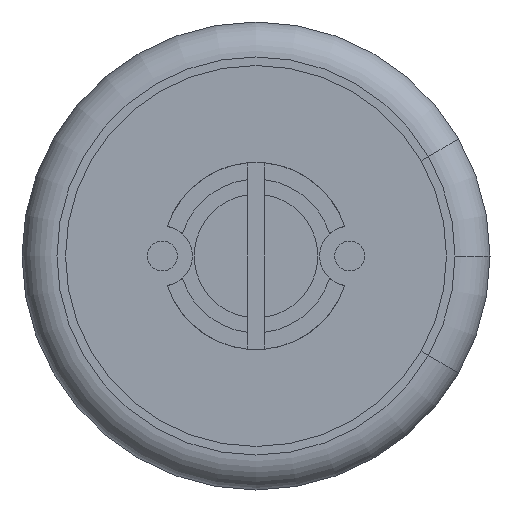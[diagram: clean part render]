
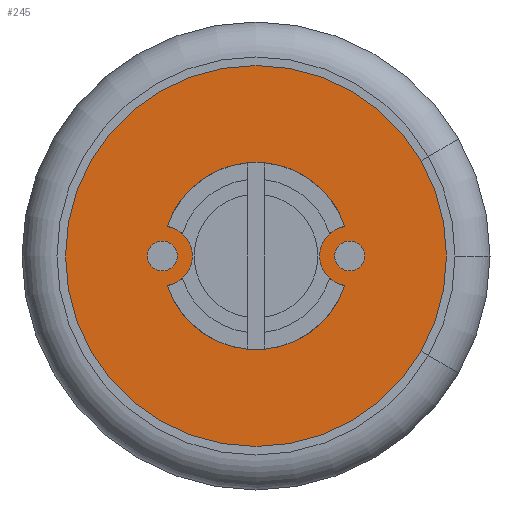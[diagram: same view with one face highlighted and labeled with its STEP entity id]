
A CAD part, front view. The second image highlights one B-rep face of the part: STEP entity #245.
In plain terms, the highlighted planar face has unit normal (0, -1, 0).
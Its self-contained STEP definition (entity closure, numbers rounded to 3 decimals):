
#14 = CIRCLE ( 'NONE', #2525, 2.5 ) ;
#51 = DIRECTION ( 'NONE',  ( -1., 0., 0. ) ) ;
#111 = DIRECTION ( 'NONE',  ( 0., -1., 0. ) ) ;
#120 = DIRECTION ( 'NONE',  ( 0., 1., 0. ) ) ;
#136 = VERTEX_POINT ( 'NONE', #2680 ) ;
#225 = AXIS2_PLACEMENT_3D ( 'NONE', #2583, #606, #2845 ) ;
#245 = ADVANCED_FACE ( 'NONE', ( #2069, #1345 ), #2722, .F. ) ;
#271 = EDGE_LOOP ( 'NONE', ( #940, #874, #1900 ) ) ;
#288 = ORIENTED_EDGE ( 'NONE', *, *, #829, .F. ) ;
#327 = CIRCLE ( 'NONE', #765, 5.087 ) ;
#423 = VERTEX_POINT ( 'NONE', #2815 ) ;
#437 = CARTESIAN_POINT ( 'NONE',  ( 0., 0.95, 0. ) ) ;
#506 = AXIS2_PLACEMENT_3D ( 'NONE', #1400, #2733, #1641 ) ;
#542 = EDGE_CURVE ( 'NONE', #2600, #2753, #2696, .T. ) ;
#565 = DIRECTION ( 'NONE',  ( 0., -1., 0. ) ) ;
#606 = DIRECTION ( 'NONE',  ( 0., -1., 0. ) ) ;
#656 = AXIS2_PLACEMENT_3D ( 'NONE', #1659, #980, #1173 ) ;
#673 = AXIS2_PLACEMENT_3D ( 'NONE', #437, #2203, #1739 ) ;
#696 = VERTEX_POINT ( 'NONE', #1551 ) ;
#765 = AXIS2_PLACEMENT_3D ( 'NONE', #1918, #111, #809 ) ;
#786 = DIRECTION ( 'NONE',  ( -1., 0., 0. ) ) ;
#809 = DIRECTION ( 'NONE',  ( 1., 0., 0. ) ) ;
#829 = EDGE_CURVE ( 'NONE', #696, #136, #2458, .T. ) ;
#874 = ORIENTED_EDGE ( 'NONE', *, *, #1741, .T. ) ;
#875 = CARTESIAN_POINT ( 'NONE',  ( 4.406, 0.95, 2.544 ) ) ;
#922 = CARTESIAN_POINT ( 'NONE',  ( 0., 0.95, 0. ) ) ;
#936 = EDGE_LOOP ( 'NONE', ( #2109, #1832, #288, #2675, #2272 ) ) ;
#940 = ORIENTED_EDGE ( 'NONE', *, *, #542, .T. ) ;
#964 = VERTEX_POINT ( 'NONE', #1889 ) ;
#980 = DIRECTION ( 'NONE',  ( 0., -1., 0. ) ) ;
#991 = CIRCLE ( 'NONE', #2579, 0.8 ) ;
#999 = DIRECTION ( 'NONE',  ( -1., 0., 0. ) ) ;
#1060 = CIRCLE ( 'NONE', #1063, 2.5 ) ;
#1063 = AXIS2_PLACEMENT_3D ( 'NONE', #1249, #565, #999 ) ;
#1149 = VERTEX_POINT ( 'NONE', #2715 ) ;
#1173 = DIRECTION ( 'NONE',  ( -1., 0., 0. ) ) ;
#1249 = CARTESIAN_POINT ( 'NONE',  ( 0., 0.95, 0. ) ) ;
#1345 = FACE_OUTER_BOUND ( 'NONE', #271, .T. ) ;
#1385 = DIRECTION ( 'NONE',  ( 0., -1., 0. ) ) ;
#1400 = CARTESIAN_POINT ( 'NONE',  ( 0., 0.95, 0. ) ) ;
#1544 = CIRCLE ( 'NONE', #656, 0.8 ) ;
#1551 = CARTESIAN_POINT ( 'NONE',  ( 2.372, 0.95, 0.79 ) ) ;
#1606 = DIRECTION ( 'NONE',  ( -1., 0., 0. ) ) ;
#1641 = DIRECTION ( 'NONE',  ( -1., 0., 0. ) ) ;
#1659 = CARTESIAN_POINT ( 'NONE',  ( 2.5, 0.95, 0. ) ) ;
#1739 = DIRECTION ( 'NONE',  ( 1., 0., 0. ) ) ;
#1741 = EDGE_CURVE ( 'NONE', #2753, #964, #2872, .T. ) ;
#1832 = ORIENTED_EDGE ( 'NONE', *, *, #2782, .F. ) ;
#1867 = CARTESIAN_POINT ( 'NONE',  ( -2.372, 0.95, 0.79 ) ) ;
#1889 = CARTESIAN_POINT ( 'NONE',  ( 5.087, 0.95, 0. ) ) ;
#1900 = ORIENTED_EDGE ( 'NONE', *, *, #2413, .T. ) ;
#1918 = CARTESIAN_POINT ( 'NONE',  ( 0., 0.95, 0. ) ) ;
#2069 = FACE_BOUND ( 'NONE', #936, .T. ) ;
#2109 = ORIENTED_EDGE ( 'NONE', *, *, #2432, .F. ) ;
#2198 = CARTESIAN_POINT ( 'NONE',  ( 4.406, 0.95, -2.544 ) ) ;
#2203 = DIRECTION ( 'NONE',  ( 0., -1., 0. ) ) ;
#2270 = EDGE_CURVE ( 'NONE', #696, #1149, #1544, .T. ) ;
#2272 = ORIENTED_EDGE ( 'NONE', *, *, #2376, .F. ) ;
#2274 = DIRECTION ( 'NONE',  ( 0., 1., 0. ) ) ;
#2282 = CARTESIAN_POINT ( 'NONE',  ( 0., 0.95, 0. ) ) ;
#2376 = EDGE_CURVE ( 'NONE', #423, #1149, #1060, .T. ) ;
#2413 = EDGE_CURVE ( 'NONE', #964, #2600, #327, .T. ) ;
#2432 = EDGE_CURVE ( 'NONE', #2843, #423, #991, .T. ) ;
#2458 = CIRCLE ( 'NONE', #506, 2.5 ) ;
#2525 = AXIS2_PLACEMENT_3D ( 'NONE', #2282, #1385, #1606 ) ;
#2579 = AXIS2_PLACEMENT_3D ( 'NONE', #2580, #120, #786 ) ;
#2580 = CARTESIAN_POINT ( 'NONE',  ( -2.5, 0.95, 0. ) ) ;
#2583 = CARTESIAN_POINT ( 'NONE',  ( 0., 0.95, 0. ) ) ;
#2600 = VERTEX_POINT ( 'NONE', #875 ) ;
#2675 = ORIENTED_EDGE ( 'NONE', *, *, #2270, .T. ) ;
#2680 = CARTESIAN_POINT ( 'NONE',  ( 0., 0.95, 2.5 ) ) ;
#2691 = AXIS2_PLACEMENT_3D ( 'NONE', #922, #2274, #51 ) ;
#2696 = CIRCLE ( 'NONE', #673, 5.087 ) ;
#2715 = CARTESIAN_POINT ( 'NONE',  ( 2.372, 0.95, -0.79 ) ) ;
#2722 = PLANE ( 'NONE',  #2691 ) ;
#2733 = DIRECTION ( 'NONE',  ( 0., -1., 0. ) ) ;
#2753 = VERTEX_POINT ( 'NONE', #2198 ) ;
#2782 = EDGE_CURVE ( 'NONE', #136, #2843, #14, .T. ) ;
#2815 = CARTESIAN_POINT ( 'NONE',  ( -2.372, 0.95, -0.79 ) ) ;
#2843 = VERTEX_POINT ( 'NONE', #1867 ) ;
#2845 = DIRECTION ( 'NONE',  ( 1., 0., 0. ) ) ;
#2872 = CIRCLE ( 'NONE', #225, 5.087 ) ;
